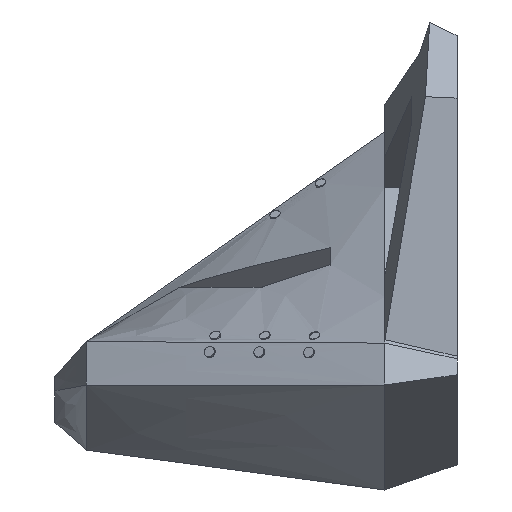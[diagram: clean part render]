
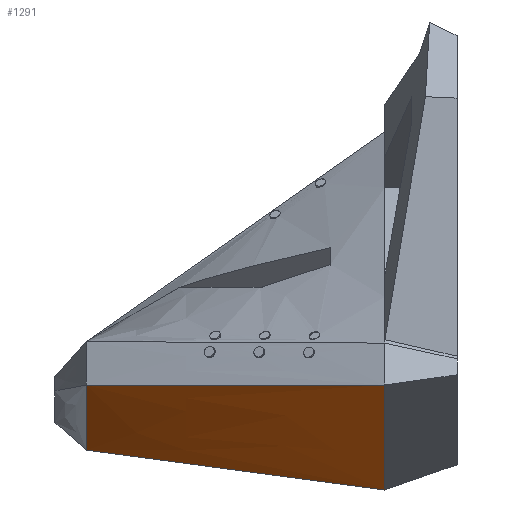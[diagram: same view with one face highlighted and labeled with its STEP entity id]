
A CAD part, front view. The second image highlights one B-rep face of the part: STEP entity #1291.
In plain terms, the highlighted free-form (B-spline) face has degree [3, 3] with [4, 4] control points.
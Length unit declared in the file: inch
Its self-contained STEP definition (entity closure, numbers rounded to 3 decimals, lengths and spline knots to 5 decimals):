
#114=B_SPLINE_SURFACE_WITH_KNOTS($,3,3,((#3089,#3090,#3091,#3092),(#3093,
#3094,#3095,#3096),(#3097,#3098,#3099,#3100),(#3101,#3102,#3103,#3104)),
 .UNSPECIFIED.,.F.,.F.,.F.,(4,4),(4,4),(0.,1.),(0.,1.),.UNSPECIFIED.);
#191=FACE_OUTER_BOUND($,#289,.T.);
#289=EDGE_LOOP($,(#1069,#1070,#1071,#1072));
#390=LINE($,#1829,#501);
#449=LINE($,#3106,#560);
#450=LINE($,#3107,#561);
#451=LINE($,#3108,#562);
#501=VECTOR($,#1457,0.38682);
#560=VECTOR($,#1658,0.20921);
#561=VECTOR($,#1659,0.56156);
#562=VECTOR($,#1660,0.60415);
#609=VERTEX_POINT($,#1823);
#610=VERTEX_POINT($,#1827);
#615=VERTEX_POINT($,#1873);
#679=VERTEX_POINT($,#3105);
#728=EDGE_CURVE($,#609,#610,#390,.T.);
#824=EDGE_CURVE($,#679,#615,#449,.T.);
#825=EDGE_CURVE($,#679,#609,#450,.T.);
#826=EDGE_CURVE($,#615,#610,#451,.T.);
#1069=ORIENTED_EDGE($,*,*,#824,.F.);
#1070=ORIENTED_EDGE($,*,*,#825,.T.);
#1071=ORIENTED_EDGE($,*,*,#728,.T.);
#1072=ORIENTED_EDGE($,*,*,#826,.F.);
#1291=ADVANCED_FACE($,(#191),#114,.F.);
#1457=DIRECTION($,(0.,-0.866,0.5));
#1658=DIRECTION($,(0.,-0.819,0.574));
#1659=DIRECTION($,(0.979,-0.154,-0.131));
#1660=DIRECTION($,(0.91,-0.414,0.));
#1823=CARTESIAN_POINT('',(0.55,-0.165,-0.19341));
#1827=CARTESIAN_POINT('',(0.55,-0.5,0.));
#1829=CARTESIAN_POINT($,(0.55,-0.165,-0.19341));
#1873=CARTESIAN_POINT('',(0.,-0.25,0.));
#3089=CARTESIAN_POINT('Ctrl Pts',(0.,-0.07862,-0.12));
#3090=CARTESIAN_POINT('Ctrl Pts',(0.18333,-0.10741,
-0.14447));
#3091=CARTESIAN_POINT('Ctrl Pts',(0.36667,-0.13621,
-0.16894));
#3092=CARTESIAN_POINT('Ctrl Pts',(0.55,-0.165,-0.19341));
#3093=CARTESIAN_POINT('Ctrl Pts',(0.,-0.13575,-0.08));
#3094=CARTESIAN_POINT('Ctrl Pts',(0.18333,-0.18272,
-0.09631));
#3095=CARTESIAN_POINT('Ctrl Pts',(0.36667,-0.22969,
-0.11263));
#3096=CARTESIAN_POINT('Ctrl Pts',(0.55,-0.27667,-0.12894));
#3097=CARTESIAN_POINT('Ctrl Pts',(0.,-0.19287,-0.04));
#3098=CARTESIAN_POINT('Ctrl Pts',(0.18333,-0.25803,
-0.04816));
#3099=CARTESIAN_POINT('Ctrl Pts',(0.36667,-0.32318,
-0.05631));
#3100=CARTESIAN_POINT('Ctrl Pts',(0.55,-0.38833,-0.06447));
#3101=CARTESIAN_POINT('Ctrl Pts',(0.,-0.25,0.));
#3102=CARTESIAN_POINT('Ctrl Pts',(0.18333,-0.33333,
0.));
#3103=CARTESIAN_POINT('Ctrl Pts',(0.36667,-0.41667,
0.));
#3104=CARTESIAN_POINT('Ctrl Pts',(0.55,-0.5,0.));
#3105=CARTESIAN_POINT('',(0.,-0.07862,-0.12));
#3106=CARTESIAN_POINT($,(0.,-0.07862,-0.12));
#3107=CARTESIAN_POINT($,(0.,-0.07862,-0.12));
#3108=CARTESIAN_POINT($,(0.,-0.25,0.));
